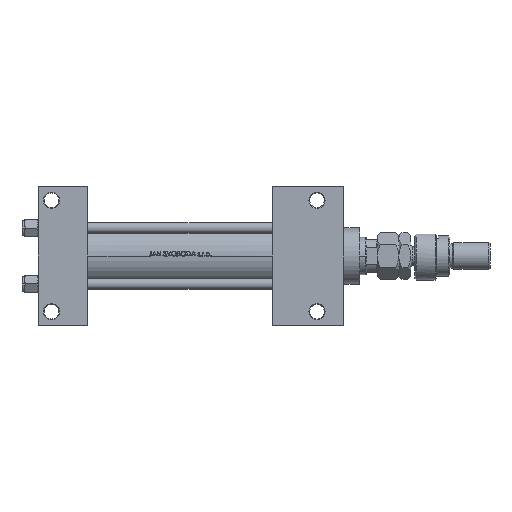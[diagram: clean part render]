
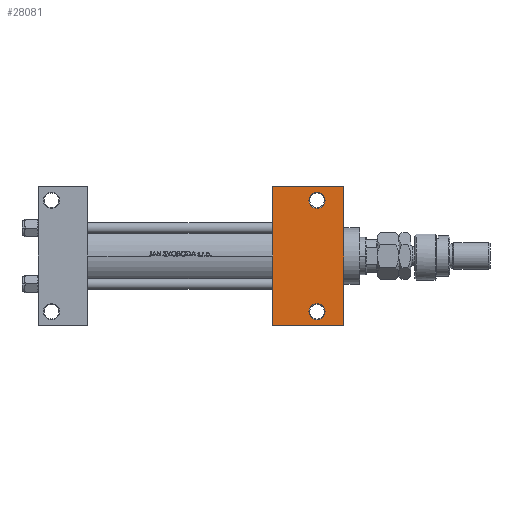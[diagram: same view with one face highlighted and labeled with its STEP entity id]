
A CAD part, front view. The second image highlights one B-rep face of the part: STEP entity #28081.
In plain terms, the highlighted face is planar.
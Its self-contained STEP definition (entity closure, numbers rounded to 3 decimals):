
#306 = CARTESIAN_POINT ( 'NONE',  ( 208., -41.5, -30. ) ) ;
#365 = VERTEX_POINT ( 'NONE', #16093 ) ;
#1251 = ORIENTED_EDGE ( 'NONE', *, *, #8748, .T. ) ;
#1379 = EDGE_CURVE ( 'NONE', #3737, #365, #19453, .T. ) ;
#2524 = VERTEX_POINT ( 'NONE', #45490 ) ;
#3710 = EDGE_CURVE ( 'NONE', #2524, #47423, #25682, .T. ) ;
#3737 = VERTEX_POINT ( 'NONE', #47644 ) ;
#5090 = EDGE_CURVE ( 'NONE', #11223, #34955, #8962, .T. ) ;
#6086 = DIRECTION ( 'NONE',  ( 0., -1., 0. ) ) ;
#6117 = AXIS2_PLACEMENT_3D ( 'NONE', #306, #24967, #36782 ) ;
#6480 = CARTESIAN_POINT ( 'NONE',  ( 228., 30., -30. ) ) ;
#7147 = VECTOR ( 'NONE', #43876, 1000. ) ;
#7352 = CARTESIAN_POINT ( 'NONE',  ( 175., -51.5, -30. ) ) ;
#8037 = AXIS2_PLACEMENT_3D ( 'NONE', #38238, #17513, #17768 ) ;
#8748 = EDGE_CURVE ( 'NONE', #47423, #2524, #40823, .T. ) ;
#8962 = LINE ( 'NONE', #44940, #40672 ) ;
#9471 = CIRCLE ( 'NONE', #6117, 6. ) ;
#11223 = VERTEX_POINT ( 'NONE', #20900 ) ;
#11840 = EDGE_LOOP ( 'NONE', ( #39706, #1251 ) ) ;
#13300 = CARTESIAN_POINT ( 'NONE',  ( 214., -41.5, -30. ) ) ;
#13694 = LINE ( 'NONE', #48655, #22305 ) ;
#13787 = DIRECTION ( 'NONE',  ( 0., 1., 0. ) ) ;
#14373 = DIRECTION ( 'NONE',  ( 0., 1., 0. ) ) ;
#15324 = VECTOR ( 'NONE', #6086, 1000. ) ;
#16093 = CARTESIAN_POINT ( 'NONE',  ( 175., -51.5, -30. ) ) ;
#17360 = DIRECTION ( 'NONE',  ( 1., 0., 0. ) ) ;
#17513 = DIRECTION ( 'NONE',  ( 0., 0., 1. ) ) ;
#17768 = DIRECTION ( 'NONE',  ( 0., 1., 0. ) ) ;
#18944 = CIRCLE ( 'NONE', #8037, 6. ) ;
#19453 = LINE ( 'NONE', #7352, #7147 ) ;
#19977 = CARTESIAN_POINT ( 'NONE',  ( 208., 41.5, -30. ) ) ;
#20425 = ORIENTED_EDGE ( 'NONE', *, *, #36507, .T. ) ;
#20900 = CARTESIAN_POINT ( 'NONE',  ( 175., 51.5, -30. ) ) ;
#21270 = ORIENTED_EDGE ( 'NONE', *, *, #1379, .T. ) ;
#21852 = AXIS2_PLACEMENT_3D ( 'NONE', #6480, #38791, #14373 ) ;
#22305 = VECTOR ( 'NONE', #48913, 1000. ) ;
#23329 = EDGE_LOOP ( 'NONE', ( #51122, #31715, #32865, #21270 ) ) ;
#24187 = DIRECTION ( 'NONE',  ( 0., 0., 1. ) ) ;
#24967 = DIRECTION ( 'NONE',  ( 0., 0., 1. ) ) ;
#25662 = CARTESIAN_POINT ( 'NONE',  ( 202., -41.5, -30. ) ) ;
#25682 = CIRCLE ( 'NONE', #42430, 6. ) ;
#27031 = ORIENTED_EDGE ( 'NONE', *, *, #47064, .T. ) ;
#27398 = AXIS2_PLACEMENT_3D ( 'NONE', #19977, #24187, #36772 ) ;
#28081 = ADVANCED_FACE ( 'NONE', ( #42217, #43002, #34588 ), #43262, .T. ) ;
#31715 = ORIENTED_EDGE ( 'NONE', *, *, #5090, .T. ) ;
#32235 = VERTEX_POINT ( 'NONE', #13300 ) ;
#32865 = ORIENTED_EDGE ( 'NONE', *, *, #36439, .T. ) ;
#32959 = CARTESIAN_POINT ( 'NONE',  ( 214., 41.5, -30. ) ) ;
#34452 = CARTESIAN_POINT ( 'NONE',  ( 228., 30., -30. ) ) ;
#34588 = FACE_OUTER_BOUND ( 'NONE', #23329, .T. ) ;
#34882 = VERTEX_POINT ( 'NONE', #25662 ) ;
#34955 = VERTEX_POINT ( 'NONE', #38503 ) ;
#36439 = EDGE_CURVE ( 'NONE', #34955, #3737, #42080, .T. ) ;
#36507 = EDGE_CURVE ( 'NONE', #32235, #34882, #9471, .T. ) ;
#36772 = DIRECTION ( 'NONE',  ( 0., 1., 0. ) ) ;
#36782 = DIRECTION ( 'NONE',  ( 0., 1., 0. ) ) ;
#38238 = CARTESIAN_POINT ( 'NONE',  ( 208., -41.5, -30. ) ) ;
#38503 = CARTESIAN_POINT ( 'NONE',  ( 228., 51.5, -30. ) ) ;
#38791 = DIRECTION ( 'NONE',  ( 0., 0., -1. ) ) ;
#39706 = ORIENTED_EDGE ( 'NONE', *, *, #3710, .T. ) ;
#40653 = EDGE_LOOP ( 'NONE', ( #27031, #20425 ) ) ;
#40672 = VECTOR ( 'NONE', #17360, 1000. ) ;
#40823 = CIRCLE ( 'NONE', #27398, 6. ) ;
#42080 = LINE ( 'NONE', #34452, #15324 ) ;
#42217 = FACE_BOUND ( 'NONE', #11840, .T. ) ;
#42430 = AXIS2_PLACEMENT_3D ( 'NONE', #46341, #49774, #13787 ) ;
#43002 = FACE_BOUND ( 'NONE', #40653, .T. ) ;
#43262 = PLANE ( 'NONE',  #21852 ) ;
#43876 = DIRECTION ( 'NONE',  ( -1., 0., 0. ) ) ;
#44940 = CARTESIAN_POINT ( 'NONE',  ( 175., 51.5, -30. ) ) ;
#45490 = CARTESIAN_POINT ( 'NONE',  ( 202., 41.5, -30. ) ) ;
#46341 = CARTESIAN_POINT ( 'NONE',  ( 208., 41.5, -30. ) ) ;
#46519 = EDGE_CURVE ( 'NONE', #11223, #365, #13694, .T. ) ;
#47064 = EDGE_CURVE ( 'NONE', #34882, #32235, #18944, .T. ) ;
#47423 = VERTEX_POINT ( 'NONE', #32959 ) ;
#47644 = CARTESIAN_POINT ( 'NONE',  ( 228., -51.5, -30. ) ) ;
#48655 = CARTESIAN_POINT ( 'NONE',  ( 175., 30., -30. ) ) ;
#48913 = DIRECTION ( 'NONE',  ( 0., -1., 0. ) ) ;
#49774 = DIRECTION ( 'NONE',  ( 0., 0., 1. ) ) ;
#51122 = ORIENTED_EDGE ( 'NONE', *, *, #46519, .F. ) ;
